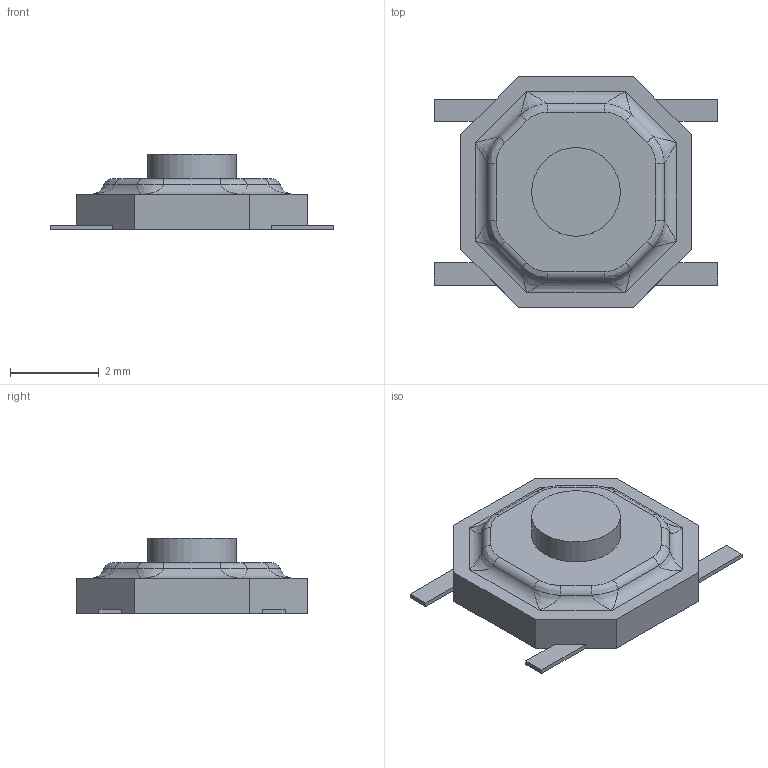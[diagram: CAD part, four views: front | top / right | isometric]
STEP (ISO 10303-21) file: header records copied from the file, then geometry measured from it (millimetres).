
FILE_DESCRIPTION(/* description */ (''),/* implementation_level */ '2;1');
FILE_NAME(/* name */ '4x4x1.7 v1.step',/* time_stamp */ '2025-05-23T08:15:05+08:00',/* author */ (''),/* organization */ (''),/* preprocessor_version */ 'ST-DEVELOPER v20.1',/* originating_system */ 'Autodesk Translation Framework v14.4.0.0',/* authorisation */ '');
FILE_SCHEMA (('AUTOMOTIVE_DESIGN { 1 0 10303 214 3 1 1 }'));
Length unit declared in the file: millimetre
Products named in the file (1): 4x4x1.7
Bounding box: 6.4 x 5.2 x 1.7 mm (x, y, z)
Volume: 25.9 mm3; surface area: 72.5 mm2
Topology: 1 solids, 1 shells, 61 faces, 155 edges, 90 vertices
Faces by surface type: plane 28, cylinder 17, bspline 16
Full cylindrical faces by diameter (mm): 2 x1
Entity records: 2037 total; most frequent: CARTESIAN_POINT 640, ORIENTED_EDGE 294, DIRECTION 257, EDGE_CURVE 147, LINE 97, VECTOR 97, VERTEX_POINT 90, AXIS2_PLACEMENT_3D 80
